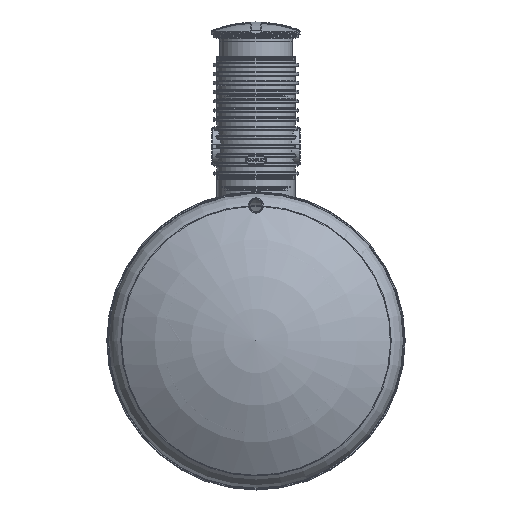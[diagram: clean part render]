
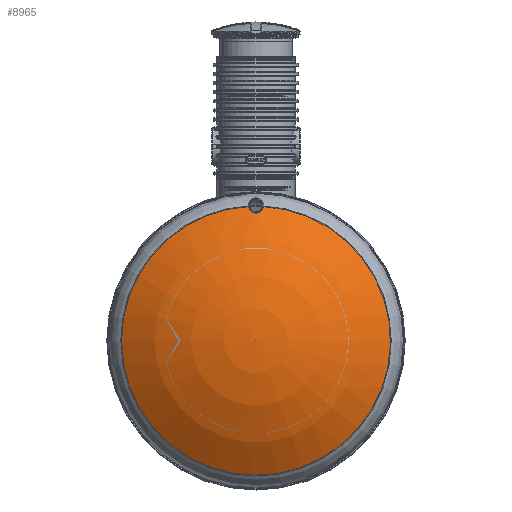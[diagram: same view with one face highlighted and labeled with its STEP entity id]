
A CAD part, front view. The second image highlights one B-rep face of the part: STEP entity #8965.
In plain terms, the highlighted toroidal (fillet/blend) face has major radius 3.957 mm and minor radius 2000 mm.
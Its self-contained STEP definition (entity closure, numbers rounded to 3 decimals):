
#18=DEGENERATE_TOROIDAL_SURFACE('',#10162,3.957,2000.,.F.);
#25=VERTEX_LOOP('',#5997);
#1557=B_SPLINE_CURVE_WITH_KNOTS('',3,(#21280,#21281,#21282,#21283,#21284,
#21285,#21286,#21287,#21288,#21289,#21290,#21291,#21292,#21293,#21294,#21295,
#21296,#21297,#21298,#21299,#21300,#21301,#21302,#21303,#21304,#21305,#21306,
#21307,#21308),.UNSPECIFIED.,.F.,.F.,(4,1,1,1,1,1,1,1,1,1,1,1,1,1,1,1,1,
1,1,1,1,1,1,1,1,1,4),(0.,0.012,0.023,
0.029,0.035,0.046,0.052,
0.058,0.064,0.07,0.075,
0.081,0.087,0.093,0.099,
0.104,0.116,0.122,0.127,
0.133,0.139,0.151,0.156,
0.162,0.168,0.174,0.185),
 .UNSPECIFIED.);
#3914=ORIENTED_EDGE('',*,*,#5128,.F.);
#3915=ORIENTED_EDGE('',*,*,#5129,.T.);
#5128=EDGE_CURVE('',#5995,#5996,#6526,.T.);
#5129=EDGE_CURVE('',#5995,#5996,#1557,.T.);
#5995=VERTEX_POINT('',#21278);
#5996=VERTEX_POINT('',#21279);
#5997=VERTEX_POINT('',#21309);
#6526=CIRCLE('',#10163,1151.714);
#7352=EDGE_LOOP('',(#3914,#3915));
#8197=FACE_BOUND('',#7352,.T.);
#8198=FACE_BOUND('',#25,.T.);
#8965=ADVANCED_FACE('',(#8197,#8198),#18,.F.);
#10162=AXIS2_PLACEMENT_3D('',#21276,#12631,#12632);
#10163=AXIS2_PLACEMENT_3D('',#21277,#12633,#12634);
#12631=DIRECTION('',(0.,0.,-1.));
#12632=DIRECTION('',(-1.,0.,0.));
#12633=DIRECTION('',(0.,0.,-1.));
#12634=DIRECTION('',(-1.,0.,0.));
#21276=CARTESIAN_POINT('',(0.,0.,-1552.241));
#21277=CARTESIAN_POINT('',(0.,0.,80.066));
#21278=CARTESIAN_POINT('',(54.96,1150.402,80.066));
#21279=CARTESIAN_POINT('',(-54.96,1150.402,80.066));
#21280=CARTESIAN_POINT('',(54.96,1150.402,80.066));
#21281=CARTESIAN_POINT('',(54.838,1147.203,82.332));
#21282=CARTESIAN_POINT('',(54.04,1140.891,86.795));
#21283=CARTESIAN_POINT('',(51.697,1133.234,92.187));
#21284=CARTESIAN_POINT('',(48.933,1127.223,96.408));
#21285=CARTESIAN_POINT('',(45.602,1121.438,100.462));
#21286=CARTESIAN_POINT('',(41.469,1116.075,104.21));
#21287=CARTESIAN_POINT('',(36.384,1111.138,107.653));
#21288=CARTESIAN_POINT('',(32.19,1107.796,109.98));
#21289=CARTESIAN_POINT('',(27.626,1104.834,112.04));
#21290=CARTESIAN_POINT('',(22.613,1102.256,113.83));
#21291=CARTESIAN_POINT('',(17.325,1100.198,115.258));
#21292=CARTESIAN_POINT('',(11.832,1098.685,116.307));
#21293=CARTESIAN_POINT('',(6.06,1097.729,116.97));
#21294=CARTESIAN_POINT('',(0.179,1097.397,117.199));
#21295=CARTESIAN_POINT('',(-5.62,1097.683,117.001));
#21296=CARTESIAN_POINT('',(-13.383,1098.903,116.156));
#21297=CARTESIAN_POINT('',(-20.637,1101.274,114.512));
#21298=CARTESIAN_POINT('',(-27.361,1104.68,112.147));
#21299=CARTESIAN_POINT('',(-31.962,1107.632,110.094));
#21300=CARTESIAN_POINT('',(-36.199,1110.975,107.766));
#21301=CARTESIAN_POINT('',(-41.302,1115.887,104.342));
#21302=CARTESIAN_POINT('',(-45.491,1121.267,100.582));
#21303=CARTESIAN_POINT('',(-48.867,1127.096,96.497));
#21304=CARTESIAN_POINT('',(-50.938,1131.565,93.359));
#21305=CARTESIAN_POINT('',(-52.587,1136.144,90.138));
#21306=CARTESIAN_POINT('',(-54.234,1142.402,85.727));
#21307=CARTESIAN_POINT('',(-54.838,1147.197,82.337));
#21308=CARTESIAN_POINT('',(-54.96,1150.402,80.066));
#21309=CARTESIAN_POINT('',(0.,0.,447.755));
